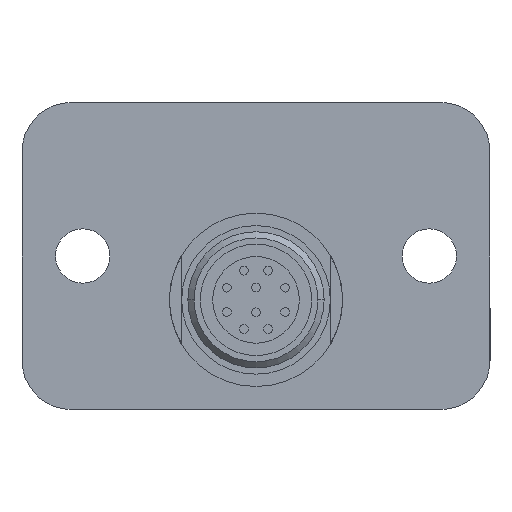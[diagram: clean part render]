
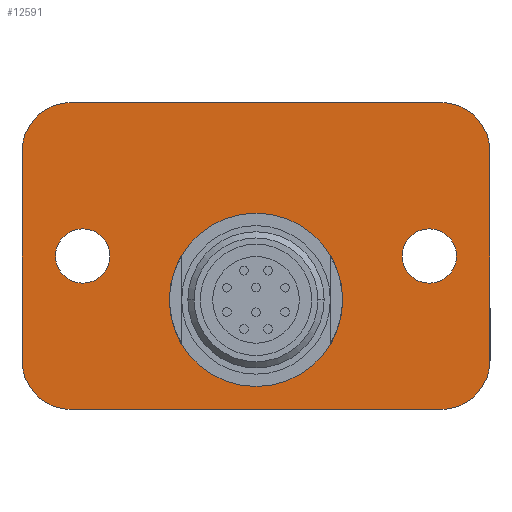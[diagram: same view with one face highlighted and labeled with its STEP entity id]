
A CAD part, left-side view. The second image highlights one B-rep face of the part: STEP entity #12591.
In plain terms, the highlighted planar face has unit normal (-1, 0, 0).
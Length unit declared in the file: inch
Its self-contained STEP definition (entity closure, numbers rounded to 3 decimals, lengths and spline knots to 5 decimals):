
#93 = FACE_BOUND ( 'NONE', #7896, .T. ) ;
#220 = CARTESIAN_POINT ( 'NONE',  ( -9.53125, -0.125, 0.74409 ) ) ;
#350 = VERTEX_POINT ( 'NONE', #2145 ) ;
#541 = EDGE_CURVE ( 'NONE', #11245, #7802, #12730, .T. ) ;
#748 = VERTEX_POINT ( 'NONE', #1710 ) ;
#894 = VERTEX_POINT ( 'NONE', #4709 ) ;
#959 = EDGE_CURVE ( 'NONE', #11245, #10982, #1385, .T. ) ;
#1235 = VECTOR ( 'NONE', #1363, 39.37008 ) ;
#1258 = CARTESIAN_POINT ( 'NONE',  ( -9.53125, 0.36319, -0.46468 ) ) ;
#1267 = VERTEX_POINT ( 'NONE', #7558 ) ;
#1363 = DIRECTION ( 'NONE',  ( 0., -1., 0. ) ) ;
#1385 = LINE ( 'NONE', #220, #1235 ) ;
#1678 = CIRCLE ( 'NONE', #13212, 0.0865 ) ;
#1710 = CARTESIAN_POINT ( 'NONE',  ( -9.53125, 0.36319, -0.63768 ) ) ;
#1795 = EDGE_LOOP ( 'NONE', ( #4805, #3473 ) ) ;
#1885 = EDGE_CURVE ( 'NONE', #13026, #350, #4093, .T. ) ;
#1960 = DIRECTION ( 'NONE',  ( -1., 0., 0. ) ) ;
#1974 = ORIENTED_EDGE ( 'NONE', *, *, #959, .F. ) ;
#2048 = ORIENTED_EDGE ( 'NONE', *, *, #1885, .F. ) ;
#2082 = ORIENTED_EDGE ( 'NONE', *, *, #3261, .F. ) ;
#2145 = CARTESIAN_POINT ( 'NONE',  ( -9.53125, 0.503, 0.22656 ) ) ;
#2214 = ORIENTED_EDGE ( 'NONE', *, *, #541, .T. ) ;
#2564 = DIRECTION ( 'NONE',  ( -1., 0., 0. ) ) ;
#2577 = DIRECTION ( 'NONE',  ( -1., 0., 0. ) ) ;
#2585 = DIRECTION ( 'NONE',  ( -1., 0., 0. ) ) ;
#2719 = DIRECTION ( 'NONE',  ( 0., 0., -1. ) ) ;
#2738 = EDGE_LOOP ( 'NONE', ( #3060, #2048 ) ) ;
#2984 = CARTESIAN_POINT ( 'NONE',  ( -9.53125, 0.03125, -0.58784 ) ) ;
#3060 = ORIENTED_EDGE ( 'NONE', *, *, #6203, .F. ) ;
#3077 = ORIENTED_EDGE ( 'NONE', *, *, #11893, .F. ) ;
#3106 = DIRECTION ( 'NONE',  ( 0., 0., -1. ) ) ;
#3162 = FACE_BOUND ( 'NONE', #2738, .T. ) ;
#3184 = EDGE_CURVE ( 'NONE', #894, #1267, #8440, .T. ) ;
#3261 = EDGE_CURVE ( 'NONE', #11425, #748, #3616, .T. ) ;
#3327 = VECTOR ( 'NONE', #3106, 39.37008 ) ;
#3473 = ORIENTED_EDGE ( 'NONE', *, *, #8270, .F. ) ;
#3555 = CIRCLE ( 'NONE', #11567, 0.0865 ) ;
#3616 = CIRCLE ( 'NONE', #6177, 0.0865 ) ;
#3737 = CARTESIAN_POINT ( 'NONE',  ( -9.53125, 0.36319, -0.55118 ) ) ;
#3825 = CARTESIAN_POINT ( 'NONE',  ( -9.53125, -0.125, 0.58784 ) ) ;
#4093 = CIRCLE ( 'NONE', #8648, 0.22656 ) ;
#4155 = DIRECTION ( 'NONE',  ( 0., 0., -1. ) ) ;
#4234 = CARTESIAN_POINT ( 'NONE',  ( -9.53125, 0.03125, 0.58784 ) ) ;
#4658 = AXIS2_PLACEMENT_3D ( 'NONE', #9460, #2585, #10619 ) ;
#4709 = CARTESIAN_POINT ( 'NONE',  ( -9.53125, 0.69513, -0.74409 ) ) ;
#4805 = ORIENTED_EDGE ( 'NONE', *, *, #11010, .F. ) ;
#4889 = DIRECTION ( 'NONE',  ( 0., 0., 1. ) ) ;
#5078 = CIRCLE ( 'NONE', #4658, 0.22656 ) ;
#5172 = DIRECTION ( 'NONE',  ( 1., 0., 0. ) ) ;
#5295 = EDGE_CURVE ( 'NONE', #7802, #7016, #12109, .T. ) ;
#5322 = CARTESIAN_POINT ( 'NONE',  ( -9.53125, 0.36319, -0.55118 ) ) ;
#5358 = CARTESIAN_POINT ( 'NONE',  ( -9.53125, -0.125, -0.58784 ) ) ;
#5375 = DIRECTION ( 'NONE',  ( 0., 0., -1. ) ) ;
#5424 = PLANE ( 'NONE',  #6827 ) ;
#5771 = AXIS2_PLACEMENT_3D ( 'NONE', #9451, #2577, #10610 ) ;
#5850 = FACE_BOUND ( 'NONE', #1795, .T. ) ;
#5901 = CIRCLE ( 'NONE', #10329, 0.15625 ) ;
#6082 = AXIS2_PLACEMENT_3D ( 'NONE', #8819, #1960, #9981 ) ;
#6177 = AXIS2_PLACEMENT_3D ( 'NONE', #5322, #13360, #6488 ) ;
#6203 = EDGE_CURVE ( 'NONE', #350, #13026, #5078, .T. ) ;
#6240 = DIRECTION ( 'NONE',  ( -1., 0., 0. ) ) ;
#6300 = CARTESIAN_POINT ( 'NONE',  ( -9.53125, 0.85138, -0.58784 ) ) ;
#6469 = CARTESIAN_POINT ( 'NONE',  ( -9.53125, 0.36319, 0.63768 ) ) ;
#6488 = DIRECTION ( 'NONE',  ( 0., 0., 1. ) ) ;
#6508 = VERTEX_POINT ( 'NONE', #6469 ) ;
#6664 = CARTESIAN_POINT ( 'NONE',  ( -9.53125, 0.69513, 0.74409 ) ) ;
#6776 = DIRECTION ( 'NONE',  ( -1., 0., 0. ) ) ;
#6827 = AXIS2_PLACEMENT_3D ( 'NONE', #13196, #5172, #7753 ) ;
#6975 = ORIENTED_EDGE ( 'NONE', *, *, #3184, .T. ) ;
#7016 = VERTEX_POINT ( 'NONE', #6300 ) ;
#7558 = CARTESIAN_POINT ( 'NONE',  ( -9.53125, 0.03125, -0.74409 ) ) ;
#7616 = CARTESIAN_POINT ( 'NONE',  ( -9.53125, 0.36319, 0.46468 ) ) ;
#7625 = LINE ( 'NONE', #10750, #10296 ) ;
#7673 = EDGE_LOOP ( 'NONE', ( #3077, #13779, #1974, #2214, #8589, #12787, #6975, #11126 ) ) ;
#7753 = DIRECTION ( 'NONE',  ( 0., 0., -1. ) ) ;
#7792 = EDGE_CURVE ( 'NONE', #9615, #10982, #5901, .T. ) ;
#7802 = VERTEX_POINT ( 'NONE', #12304 ) ;
#7896 = EDGE_LOOP ( 'NONE', ( #2082, #10572 ) ) ;
#8270 = EDGE_CURVE ( 'NONE', #11142, #6508, #3555, .T. ) ;
#8366 = EDGE_CURVE ( 'NONE', #748, #11425, #12126, .T. ) ;
#8440 = LINE ( 'NONE', #11996, #14564 ) ;
#8589 = ORIENTED_EDGE ( 'NONE', *, *, #5295, .T. ) ;
#8634 = EDGE_CURVE ( 'NONE', #7016, #894, #9048, .T. ) ;
#8648 = AXIS2_PLACEMENT_3D ( 'NONE', #9435, #2564, #10590 ) ;
#8819 = CARTESIAN_POINT ( 'NONE',  ( -9.53125, 0.69513, -0.58784 ) ) ;
#8887 = FACE_OUTER_BOUND ( 'NONE', #7673, .T. ) ;
#8951 = AXIS2_PLACEMENT_3D ( 'NONE', #3737, #11748, #4889 ) ;
#9048 = CIRCLE ( 'NONE', #6082, 0.15625 ) ;
#9435 = CARTESIAN_POINT ( 'NONE',  ( -9.53125, 0.503, 0. ) ) ;
#9451 = CARTESIAN_POINT ( 'NONE',  ( -9.53125, 0.69513, 0.58784 ) ) ;
#9460 = CARTESIAN_POINT ( 'NONE',  ( -9.53125, 0.503, 0. ) ) ;
#9615 = VERTEX_POINT ( 'NONE', #3825 ) ;
#9981 = DIRECTION ( 'NONE',  ( 0., 0., -1. ) ) ;
#10015 = CARTESIAN_POINT ( 'NONE',  ( -9.53125, 0.85138, 0.74409 ) ) ;
#10296 = VECTOR ( 'NONE', #2719, 39.37008 ) ;
#10297 = EDGE_CURVE ( 'NONE', #1267, #13161, #11972, .T. ) ;
#10329 = AXIS2_PLACEMENT_3D ( 'NONE', #4234, #12257, #5375 ) ;
#10572 = ORIENTED_EDGE ( 'NONE', *, *, #8366, .F. ) ;
#10590 = DIRECTION ( 'NONE',  ( 0., 0., 1. ) ) ;
#10610 = DIRECTION ( 'NONE',  ( 0., 0., -1. ) ) ;
#10619 = DIRECTION ( 'NONE',  ( 0., 0., 1. ) ) ;
#10750 = CARTESIAN_POINT ( 'NONE',  ( -9.53125, -0.125, 0.74409 ) ) ;
#10982 = VERTEX_POINT ( 'NONE', #14159 ) ;
#11009 = DIRECTION ( 'NONE',  ( -1., 0., 0. ) ) ;
#11010 = EDGE_CURVE ( 'NONE', #6508, #11142, #1678, .T. ) ;
#11126 = ORIENTED_EDGE ( 'NONE', *, *, #10297, .T. ) ;
#11142 = VERTEX_POINT ( 'NONE', #7616 ) ;
#11245 = VERTEX_POINT ( 'NONE', #6664 ) ;
#11425 = VERTEX_POINT ( 'NONE', #1258 ) ;
#11567 = AXIS2_PLACEMENT_3D ( 'NONE', #13632, #6776, #14783 ) ;
#11748 = DIRECTION ( 'NONE',  ( -1., 0., 0. ) ) ;
#11893 = EDGE_CURVE ( 'NONE', #9615, #13161, #7625, .T. ) ;
#11940 = DIRECTION ( 'NONE',  ( 0., -1., 0. ) ) ;
#11972 = CIRCLE ( 'NONE', #13020, 0.15625 ) ;
#11996 = CARTESIAN_POINT ( 'NONE',  ( -9.53125, -0.125, -0.74409 ) ) ;
#12109 = LINE ( 'NONE', #10015, #3327 ) ;
#12126 = CIRCLE ( 'NONE', #8951, 0.0865 ) ;
#12257 = DIRECTION ( 'NONE',  ( -1., 0., 0. ) ) ;
#12304 = CARTESIAN_POINT ( 'NONE',  ( -9.53125, 0.85138, 0.58784 ) ) ;
#12591 = ADVANCED_FACE ( 'NONE', ( #3162, #5850, #93, #8887 ), #5424, .F. ) ;
#12730 = CIRCLE ( 'NONE', #5771, 0.15625 ) ;
#12787 = ORIENTED_EDGE ( 'NONE', *, *, #8634, .T. ) ;
#13020 = AXIS2_PLACEMENT_3D ( 'NONE', #2984, #11009, #4155 ) ;
#13026 = VERTEX_POINT ( 'NONE', #14232 ) ;
#13121 = CARTESIAN_POINT ( 'NONE',  ( -9.53125, 0.36319, 0.55118 ) ) ;
#13161 = VERTEX_POINT ( 'NONE', #5358 ) ;
#13196 = CARTESIAN_POINT ( 'NONE',  ( -9.53125, -0.125, 0.74409 ) ) ;
#13212 = AXIS2_PLACEMENT_3D ( 'NONE', #13121, #6240, #14261 ) ;
#13360 = DIRECTION ( 'NONE',  ( -1., 0., 0. ) ) ;
#13632 = CARTESIAN_POINT ( 'NONE',  ( -9.53125, 0.36319, 0.55118 ) ) ;
#13779 = ORIENTED_EDGE ( 'NONE', *, *, #7792, .T. ) ;
#14159 = CARTESIAN_POINT ( 'NONE',  ( -9.53125, 0.03125, 0.74409 ) ) ;
#14232 = CARTESIAN_POINT ( 'NONE',  ( -9.53125, 0.503, -0.22656 ) ) ;
#14261 = DIRECTION ( 'NONE',  ( 0., 0., 1. ) ) ;
#14564 = VECTOR ( 'NONE', #11940, 39.37008 ) ;
#14783 = DIRECTION ( 'NONE',  ( 0., 0., 1. ) ) ;
